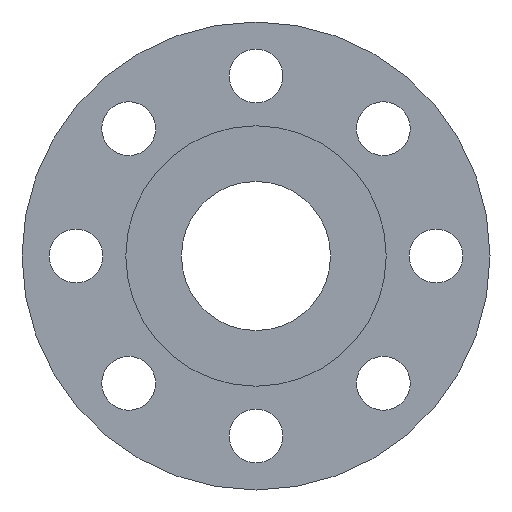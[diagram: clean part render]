
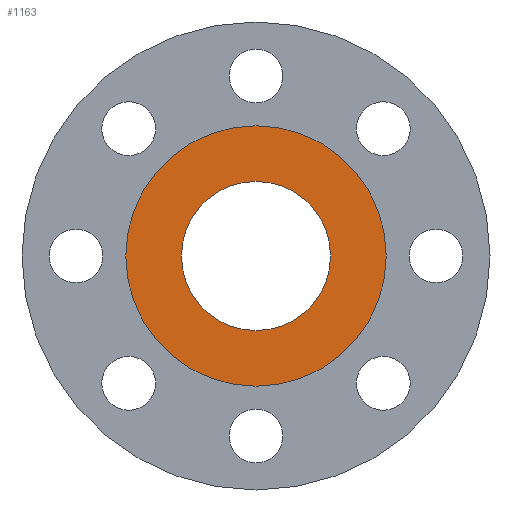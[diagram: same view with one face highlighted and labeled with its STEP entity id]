
A CAD part, front view. The second image highlights one B-rep face of the part: STEP entity #1163.
In plain terms, the highlighted planar face has unit normal (0, -1, 0).
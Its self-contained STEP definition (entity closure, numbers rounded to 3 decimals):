
#13 = CARTESIAN_POINT ( 'NONE',  ( 0., 0., -26.3 ) ) ;
#21 = ORIENTED_EDGE ( 'NONE', *, *, #1156, .T. ) ;
#25 = DIRECTION ( 'NONE',  ( 0., 0., 1. ) ) ;
#82 = DIRECTION ( 'NONE',  ( 0., 1., 0. ) ) ;
#84 = VERTEX_POINT ( 'NONE', #13 ) ;
#114 = DIRECTION ( 'NONE',  ( 0., 1., 0. ) ) ;
#142 = EDGE_CURVE ( 'NONE', #1087, #981, #522, .T. ) ;
#175 = ORIENTED_EDGE ( 'NONE', *, *, #331, .T. ) ;
#184 = CARTESIAN_POINT ( 'NONE',  ( 0., 0., 26.3 ) ) ;
#272 = PLANE ( 'NONE',  #715 ) ;
#279 = FACE_OUTER_BOUND ( 'NONE', #891, .T. ) ;
#308 = CARTESIAN_POINT ( 'NONE',  ( 0., 0., 26.3 ) ) ;
#323 = CARTESIAN_POINT ( 'NONE',  ( 0., 0., 0. ) ) ;
#331 = EDGE_CURVE ( 'NONE', #84, #833, #541, .T. ) ;
#342 = CIRCLE ( 'NONE', #1127, 45.95 ) ;
#381 = DIRECTION ( 'NONE',  ( 0., 0., 1. ) ) ;
#420 = ORIENTED_EDGE ( 'NONE', *, *, #142, .F. ) ;
#516 = AXIS2_PLACEMENT_3D ( 'NONE', #621, #82, #907 ) ;
#522 = CIRCLE ( 'NONE', #1189, 45.95 ) ;
#532 = EDGE_CURVE ( 'NONE', #981, #1087, #342, .T. ) ;
#541 = CIRCLE ( 'NONE', #1052, 26.3 ) ;
#572 = CARTESIAN_POINT ( 'NONE',  ( 0., 0., 0. ) ) ;
#601 = EDGE_LOOP ( 'NONE', ( #21, #175 ) ) ;
#621 = CARTESIAN_POINT ( 'NONE',  ( 0., 0., 0. ) ) ;
#641 = DIRECTION ( 'NONE',  ( 0., -1., 0. ) ) ;
#691 = DIRECTION ( 'NONE',  ( 0., 1., 0. ) ) ;
#715 = AXIS2_PLACEMENT_3D ( 'NONE', #184, #641, #1017 ) ;
#755 = ORIENTED_EDGE ( 'NONE', *, *, #532, .F. ) ;
#799 = CARTESIAN_POINT ( 'NONE',  ( 0., 0., 45.95 ) ) ;
#829 = CIRCLE ( 'NONE', #516, 26.3 ) ;
#833 = VERTEX_POINT ( 'NONE', #308 ) ;
#838 = DIRECTION ( 'NONE',  ( 0., 1., 0. ) ) ;
#891 = EDGE_LOOP ( 'NONE', ( #755, #420 ) ) ;
#907 = DIRECTION ( 'NONE',  ( 0., 0., 1. ) ) ;
#981 = VERTEX_POINT ( 'NONE', #799 ) ;
#1017 = DIRECTION ( 'NONE',  ( 0., 0., -1. ) ) ;
#1052 = AXIS2_PLACEMENT_3D ( 'NONE', #323, #691, #1095 ) ;
#1087 = VERTEX_POINT ( 'NONE', #1190 ) ;
#1095 = DIRECTION ( 'NONE',  ( 0., 0., 1. ) ) ;
#1105 = FACE_BOUND ( 'NONE', #601, .T. ) ;
#1127 = AXIS2_PLACEMENT_3D ( 'NONE', #1128, #838, #381 ) ;
#1128 = CARTESIAN_POINT ( 'NONE',  ( 0., 0., 0. ) ) ;
#1156 = EDGE_CURVE ( 'NONE', #833, #84, #829, .T. ) ;
#1163 = ADVANCED_FACE ( 'NONE', ( #1105, #279 ), #272, .T. ) ;
#1189 = AXIS2_PLACEMENT_3D ( 'NONE', #572, #114, #25 ) ;
#1190 = CARTESIAN_POINT ( 'NONE',  ( 0., 0., -45.95 ) ) ;
